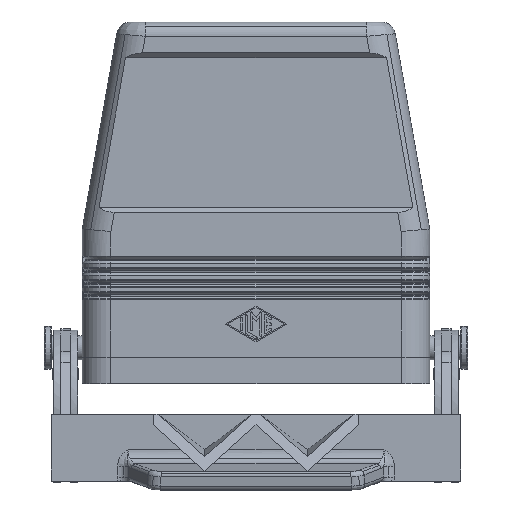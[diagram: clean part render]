
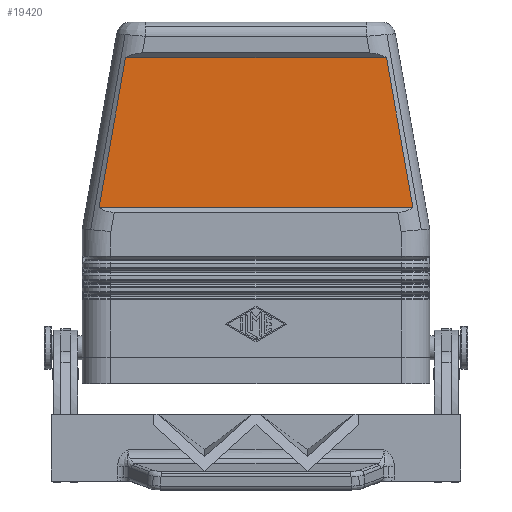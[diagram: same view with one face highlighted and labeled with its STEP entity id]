
A CAD part, front view. The second image highlights one B-rep face of the part: STEP entity #19420.
In plain terms, the highlighted planar face has unit normal (0, -1, 0).
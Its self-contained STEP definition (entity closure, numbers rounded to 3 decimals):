
#1164=CARTESIAN_POINT('',(-32.982,-20.5,37.));
#1165=VERTEX_POINT('',#1164);
#1173=CARTESIAN_POINT('',(-27.427,-20.5,68.5));
#1174=VERTEX_POINT('',#1173);
#1175=CARTESIAN_POINT('',(-32.982,-20.5,37.));
#1176=DIRECTION('',(0.174,0.,0.985));
#1177=VECTOR('',#1176,31.986);
#1178=LINE('',#1175,#1177);
#1179=EDGE_CURVE('',#1165,#1174,#1178,.T.);
#4444=CARTESIAN_POINT('',(27.427,-20.5,68.5));
#4445=VERTEX_POINT('',#4444);
#4453=CARTESIAN_POINT('',(32.982,-20.5,37.));
#4454=VERTEX_POINT('',#4453);
#4455=CARTESIAN_POINT('',(27.427,-20.5,68.5));
#4456=DIRECTION('',(0.174,0.,-0.985));
#4457=VECTOR('',#4456,31.986);
#4458=LINE('',#4455,#4457);
#4459=EDGE_CURVE('',#4445,#4454,#4458,.T.);
#19388=CARTESIAN_POINT('',(27.427,-20.5,68.5));
#19389=DIRECTION('',(-1.0,0.0,0.0));
#19390=VECTOR('',#19389,54.855);
#19391=LINE('',#19388,#19390);
#19392=EDGE_CURVE('',#4445,#1174,#19391,.T.);
#19404=CARTESIAN_POINT('',(0.0,-20.5,68.5));
#19405=DIRECTION('',(0.0,1.0,0.0));
#19406=DIRECTION('',(0.0,0.0,1.0));
#19407=AXIS2_PLACEMENT_3D('',#19404,#19405,#19406);
#19408=PLANE('',#19407);
#19409=ORIENTED_EDGE('',*,*,#1179,.F.);
#19410=CARTESIAN_POINT('',(32.982,-20.5,37.));
#19411=DIRECTION('',(-1.0,0.0,0.0));
#19412=VECTOR('',#19411,65.964);
#19413=LINE('',#19410,#19412);
#19414=EDGE_CURVE('',#4454,#1165,#19413,.T.);
#19415=ORIENTED_EDGE('',*,*,#19414,.F.);
#19416=ORIENTED_EDGE('',*,*,#4459,.F.);
#19417=ORIENTED_EDGE('',*,*,#19392,.T.);
#19418=EDGE_LOOP('',(#19409,#19415,#19416,#19417));
#19419=FACE_OUTER_BOUND('',#19418,.T.);
#19420=ADVANCED_FACE('',(#19419),#19408,.F.);
